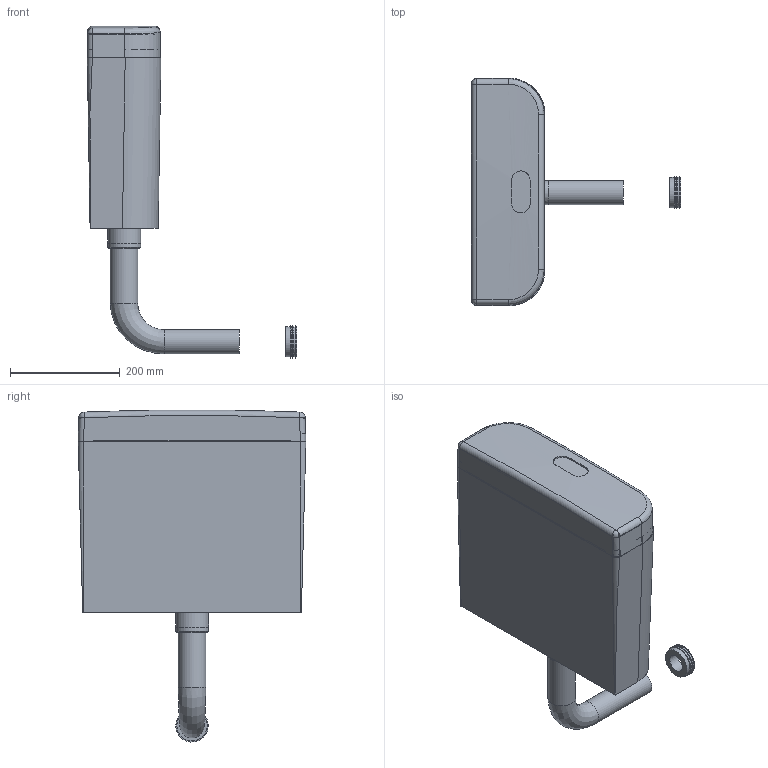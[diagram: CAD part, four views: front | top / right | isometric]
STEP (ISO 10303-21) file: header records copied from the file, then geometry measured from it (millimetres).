
FILE_DESCRIPTION(/* description */ ('Unknown'),/* implementation_level */ '2;1');
FILE_NAME(/* name */ '37406SH0',/* time_stamp */ '2022-09-09T02:48:12+02:00',/* author */ ('Unknown'),/* organization */ ('GROHE AG'),/* preprocessor_version */ 'ST-DEVELOPER v16.7',/* originating_system */ 'DEX',/* authorisation */ $);
FILE_SCHEMA (('AUTOMOTIVE_DESIGN {1 0 10303 214 3 1 1}'));
Length unit declared in the file: millimetre
Products named in the file (5): 37406SH0; 37406SH0_0; 37406SH0_1; 37406SH0_2
Assembly tree (4 placements, depth 2):
  37406SH0
    37406SH0
    37406SH0_0
    37406SH0_1
    37406SH0_2
Bounding box: 380.9 x 414.12 x 603.85 mm (x, y, z)
Volume: 16971902.5 mm3; surface area: 721426.5 mm2
Topology: 4 solids, 4 shells, 108 faces, 252 edges, 158 vertices
Faces by surface type: plane 52, cylinder 40, torus 6, cone 5, bspline 3, sphere 2
Full cylindrical faces by diameter (mm): 32 x1, 44 x1, 50 x1, 50.5 x1, 55 x3, 60 x2
Entity records: 3728 total; most frequent: CARTESIAN_POINT 845, DIRECTION 541, ORIENTED_EDGE 464, EDGE_CURVE 232, AXIS2_PLACEMENT_3D 205, VERTEX_POINT 155, EDGE_LOOP 133, FACE_BOUND 133
